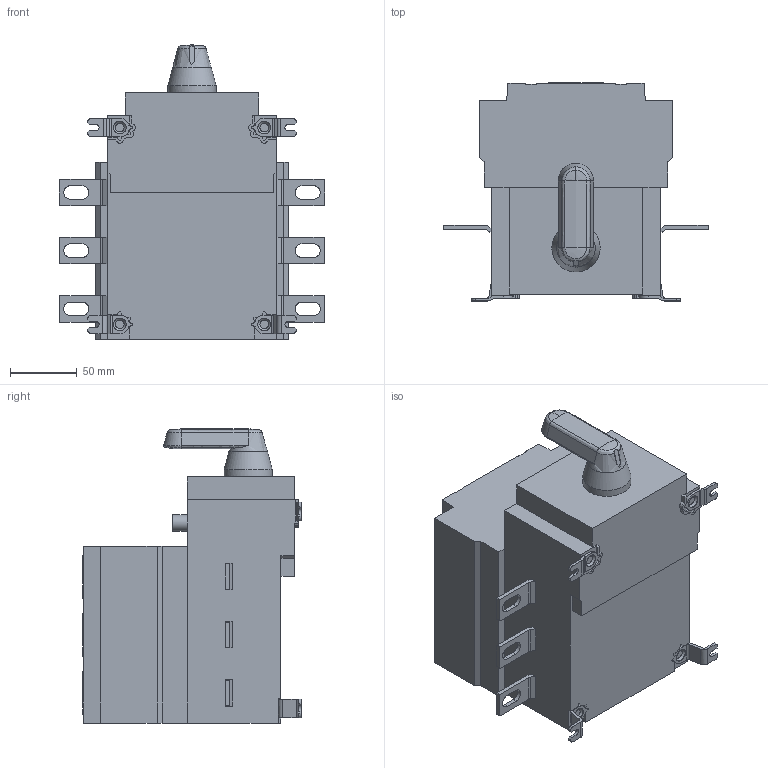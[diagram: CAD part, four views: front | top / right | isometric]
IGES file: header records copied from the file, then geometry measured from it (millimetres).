
Global section: file name: OS200ES30.igs; preprocessor: I-DEAS 3D IGES Translator 11; date: 20060519.110205; units: millimetre
Bounding box: 198.55 x 163.04 x 219.95 mm (x, y, z)
Volume: 3130522.3 mm3; surface area: 159224.2 mm2
Topology: 7 solids, 7 shells, 377 faces, 1027 edges, 673 vertices
Faces by surface type: bspline 377
